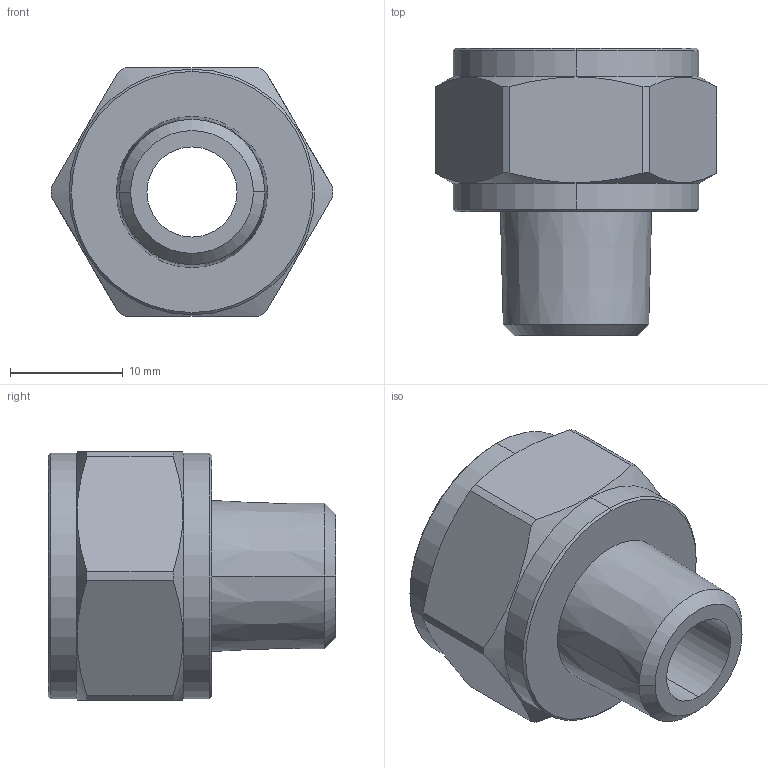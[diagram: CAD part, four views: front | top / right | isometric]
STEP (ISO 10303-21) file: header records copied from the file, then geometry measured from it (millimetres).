
FILE_DESCRIPTION (( 'STEP AP203' ), '1' );
FILE_NAME ('05060203.STEP', '2010-09-10T15:04:38', ( 'Flavio' ), ( '' ), 'SwSTEP 2.0', 'SolidWorks 2009', '' );
FILE_SCHEMA (( 'CONFIG_CONTROL_DESIGN' ));
Length unit declared in the file: millimetre
Products named in the file (1): 05060203
Bounding box: 25 x 25.5 x 22 mm (x, y, z)
Volume: 4381.4 mm3; surface area: 3007.8 mm2
Topology: 1 solids, 1 shells, 39 faces, 92 edges, 56 vertices
Faces by surface type: cone 16, cylinder 14, plane 9
Entity records: 1303 total; most frequent: CARTESIAN_POINT 324, DIRECTION 196, ORIENTED_EDGE 184, EDGE_CURVE 92, AXIS2_PLACEMENT_3D 80, VERTEX_POINT 56, EDGE_LOOP 42, CIRCLE 40
